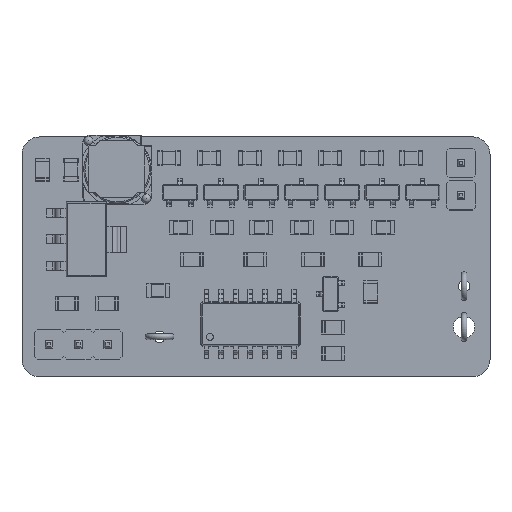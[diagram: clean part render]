
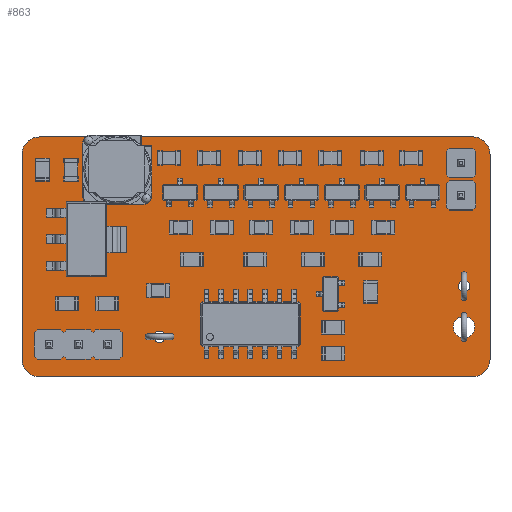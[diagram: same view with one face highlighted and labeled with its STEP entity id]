
A CAD part, top view. The second image highlights one B-rep face of the part: STEP entity #863.
In plain terms, the highlighted planar face has unit normal (0, 0, 1).
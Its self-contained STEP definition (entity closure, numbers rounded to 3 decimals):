
#348 = VERTEX_POINT('',#349);
#349 = CARTESIAN_POINT('',(166.847,-58.65,0.));
#366 = VERTEX_POINT('',#367);
#367 = CARTESIAN_POINT('',(166.847,-76.47,0.));
#373 = EDGE_CURVE('',#348,#366,#374,.T.);
#374 = LINE('',#375,#376);
#375 = CARTESIAN_POINT('',(166.847,-58.65,0.));
#376 = VECTOR('',#377,1.);
#377 = DIRECTION('',(0.,-1.,0.));
#398 = VERTEX_POINT('',#399);
#399 = CARTESIAN_POINT('',(165.347,-57.15,0.));
#405 = EDGE_CURVE('',#348,#398,#406,.T.);
#406 = CIRCLE('',#407,1.5);
#407 = AXIS2_PLACEMENT_3D('',#408,#409,#410);
#408 = CARTESIAN_POINT('',(165.347,-58.65,0.));
#409 = DIRECTION('',(0.,0.,1.));
#410 = DIRECTION('',(1.,0.,0.));
#421 = VERTEX_POINT('',#422);
#422 = CARTESIAN_POINT('',(165.347,-77.97,0.));
#438 = EDGE_CURVE('',#421,#366,#439,.T.);
#439 = CIRCLE('',#440,1.5);
#440 = AXIS2_PLACEMENT_3D('',#441,#442,#443);
#441 = CARTESIAN_POINT('',(165.347,-76.47,0.));
#442 = DIRECTION('',(0.,0.,1.));
#443 = DIRECTION('',(1.,0.,0.));
#454 = VERTEX_POINT('',#455);
#455 = CARTESIAN_POINT('',(127.738,-57.158,0.));
#470 = EDGE_CURVE('',#454,#398,#471,.T.);
#471 = LINE('',#472,#473);
#472 = CARTESIAN_POINT('',(127.738,-57.158,0.));
#473 = VECTOR('',#474,1.);
#474 = DIRECTION('',(1.,0.,0.));
#494 = VERTEX_POINT('',#495);
#495 = CARTESIAN_POINT('',(127.738,-77.978,0.));
#501 = EDGE_CURVE('',#421,#494,#502,.T.);
#502 = LINE('',#503,#504);
#503 = CARTESIAN_POINT('',(165.347,-77.97,0.));
#504 = VECTOR('',#505,1.);
#505 = DIRECTION('',(-1.,0.,0.));
#526 = VERTEX_POINT('',#527);
#527 = CARTESIAN_POINT('',(126.238,-58.658,0.));
#533 = EDGE_CURVE('',#454,#526,#534,.T.);
#534 = CIRCLE('',#535,1.5);
#535 = AXIS2_PLACEMENT_3D('',#536,#537,#538);
#536 = CARTESIAN_POINT('',(127.738,-58.658,0.));
#537 = DIRECTION('',(0.,0.,1.));
#538 = DIRECTION('',(1.,0.,0.));
#549 = VERTEX_POINT('',#550);
#550 = CARTESIAN_POINT('',(126.238,-76.478,0.));
#566 = EDGE_CURVE('',#549,#494,#567,.T.);
#567 = CIRCLE('',#568,1.5);
#568 = AXIS2_PLACEMENT_3D('',#569,#570,#571);
#569 = CARTESIAN_POINT('',(127.738,-76.478,0.));
#570 = DIRECTION('',(0.,0.,1.));
#571 = DIRECTION('',(1.,0.,0.));
#589 = EDGE_CURVE('',#549,#526,#590,.T.);
#590 = LINE('',#591,#592);
#591 = CARTESIAN_POINT('',(126.238,-76.478,0.));
#592 = VECTOR('',#593,1.);
#593 = DIRECTION('',(0.,1.,0.));
#604 = VERTEX_POINT('',#605);
#605 = CARTESIAN_POINT('',(165.517,-73.66,0.));
#621 = EDGE_CURVE('',#604,#604,#622,.T.);
#622 = CIRCLE('',#623,0.925);
#623 = AXIS2_PLACEMENT_3D('',#624,#625,#626);
#624 = CARTESIAN_POINT('',(164.592,-73.66,0.));
#625 = DIRECTION('',(0.,0.,1.));
#626 = DIRECTION('',(1.,0.,-0.));
#637 = VERTEX_POINT('',#638);
#638 = CARTESIAN_POINT('',(165.092,-70.104,0.));
#654 = EDGE_CURVE('',#637,#637,#655,.T.);
#655 = CIRCLE('',#656,0.5);
#656 = AXIS2_PLACEMENT_3D('',#657,#658,#659);
#657 = CARTESIAN_POINT('',(164.592,-70.104,0.));
#658 = DIRECTION('',(0.,0.,1.));
#659 = DIRECTION('',(1.,0.,-0.));
#670 = VERTEX_POINT('',#671);
#671 = CARTESIAN_POINT('',(138.676,-74.5,0.));
#687 = EDGE_CURVE('',#670,#670,#688,.T.);
#688 = CIRCLE('',#689,0.5);
#689 = AXIS2_PLACEMENT_3D('',#690,#691,#692);
#690 = CARTESIAN_POINT('',(138.176,-74.5,0.));
#691 = DIRECTION('',(0.,0.,1.));
#692 = DIRECTION('',(1.,0.,-0.));
#703 = VERTEX_POINT('',#704);
#704 = CARTESIAN_POINT('',(134.17,-75.17,0.));
#720 = EDGE_CURVE('',#703,#703,#721,.T.);
#721 = CIRCLE('',#722,0.5);
#722 = AXIS2_PLACEMENT_3D('',#723,#724,#725);
#723 = CARTESIAN_POINT('',(133.67,-75.17,0.));
#724 = DIRECTION('',(0.,0.,1.));
#725 = DIRECTION('',(1.,0.,-0.));
#736 = VERTEX_POINT('',#737);
#737 = CARTESIAN_POINT('',(131.63,-75.17,0.));
#753 = EDGE_CURVE('',#736,#736,#754,.T.);
#754 = CIRCLE('',#755,0.5);
#755 = AXIS2_PLACEMENT_3D('',#756,#757,#758);
#756 = CARTESIAN_POINT('',(131.13,-75.17,0.));
#757 = DIRECTION('',(0.,0.,1.));
#758 = DIRECTION('',(1.,0.,-0.));
#769 = VERTEX_POINT('',#770);
#770 = CARTESIAN_POINT('',(129.09,-75.17,0.));
#786 = EDGE_CURVE('',#769,#769,#787,.T.);
#787 = CIRCLE('',#788,0.5);
#788 = AXIS2_PLACEMENT_3D('',#789,#790,#791);
#789 = CARTESIAN_POINT('',(128.59,-75.17,0.));
#790 = DIRECTION('',(0.,0.,1.));
#791 = DIRECTION('',(1.,0.,-0.));
#802 = VERTEX_POINT('',#803);
#803 = CARTESIAN_POINT('',(164.838,-62.23,0.));
#819 = EDGE_CURVE('',#802,#802,#820,.T.);
#820 = CIRCLE('',#821,0.5);
#821 = AXIS2_PLACEMENT_3D('',#822,#823,#824);
#822 = CARTESIAN_POINT('',(164.338,-62.23,0.));
#823 = DIRECTION('',(0.,0.,1.));
#824 = DIRECTION('',(1.,0.,-0.));
#835 = VERTEX_POINT('',#836);
#836 = CARTESIAN_POINT('',(164.838,-59.436,0.));
#852 = EDGE_CURVE('',#835,#835,#853,.T.);
#853 = CIRCLE('',#854,0.5);
#854 = AXIS2_PLACEMENT_3D('',#855,#856,#857);
#855 = CARTESIAN_POINT('',(164.338,-59.436,0.));
#856 = DIRECTION('',(0.,0.,1.));
#857 = DIRECTION('',(1.,0.,-0.));
#863 = ADVANCED_FACE('',(#864,#874,#877,#880,#883,#886,#889,#892,#895),
  #898,.F.);
#864 = FACE_BOUND('',#865,.F.);
#865 = EDGE_LOOP('',(#866,#867,#868,#869,#870,#871,#872,#873));
#866 = ORIENTED_EDGE('',*,*,#373,.T.);
#867 = ORIENTED_EDGE('',*,*,#438,.F.);
#868 = ORIENTED_EDGE('',*,*,#501,.T.);
#869 = ORIENTED_EDGE('',*,*,#566,.F.);
#870 = ORIENTED_EDGE('',*,*,#589,.T.);
#871 = ORIENTED_EDGE('',*,*,#533,.F.);
#872 = ORIENTED_EDGE('',*,*,#470,.T.);
#873 = ORIENTED_EDGE('',*,*,#405,.F.);
#874 = FACE_BOUND('',#875,.F.);
#875 = EDGE_LOOP('',(#876));
#876 = ORIENTED_EDGE('',*,*,#621,.T.);
#877 = FACE_BOUND('',#878,.F.);
#878 = EDGE_LOOP('',(#879));
#879 = ORIENTED_EDGE('',*,*,#654,.T.);
#880 = FACE_BOUND('',#881,.F.);
#881 = EDGE_LOOP('',(#882));
#882 = ORIENTED_EDGE('',*,*,#687,.T.);
#883 = FACE_BOUND('',#884,.F.);
#884 = EDGE_LOOP('',(#885));
#885 = ORIENTED_EDGE('',*,*,#720,.T.);
#886 = FACE_BOUND('',#887,.F.);
#887 = EDGE_LOOP('',(#888));
#888 = ORIENTED_EDGE('',*,*,#753,.T.);
#889 = FACE_BOUND('',#890,.F.);
#890 = EDGE_LOOP('',(#891));
#891 = ORIENTED_EDGE('',*,*,#786,.T.);
#892 = FACE_BOUND('',#893,.F.);
#893 = EDGE_LOOP('',(#894));
#894 = ORIENTED_EDGE('',*,*,#819,.T.);
#895 = FACE_BOUND('',#896,.F.);
#896 = EDGE_LOOP('',(#897));
#897 = ORIENTED_EDGE('',*,*,#852,.T.);
#898 = PLANE('',#899);
#899 = AXIS2_PLACEMENT_3D('',#900,#901,#902);
#900 = CARTESIAN_POINT('',(146.543,-67.564,0.));
#901 = DIRECTION('',(-0.,-0.,-1.));
#902 = DIRECTION('',(-1.,0.,0.));
